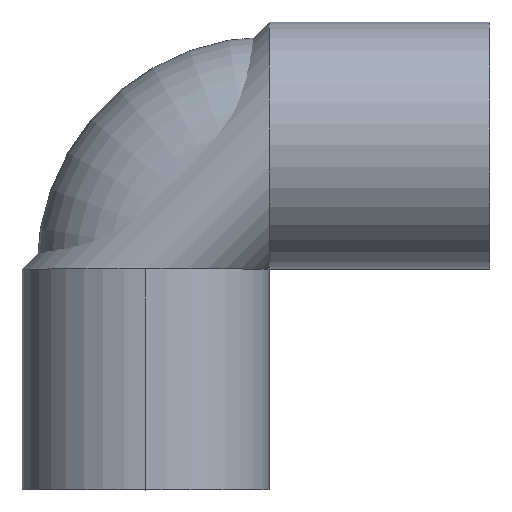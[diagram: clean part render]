
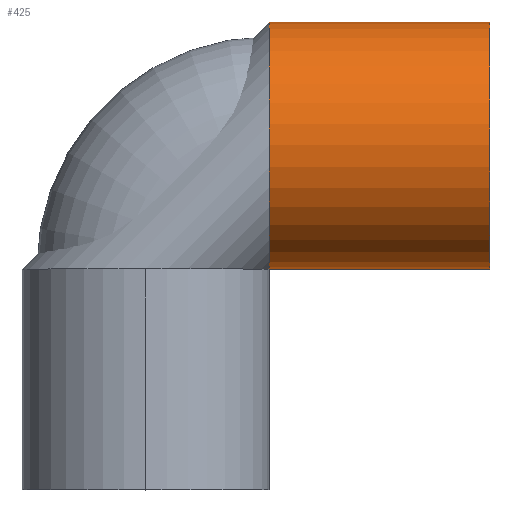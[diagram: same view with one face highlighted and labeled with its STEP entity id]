
A CAD part, top view. The second image highlights one B-rep face of the part: STEP entity #425.
In plain terms, the highlighted cylindrical face has radius 70 mm (diameter 140 mm), a partial arc.
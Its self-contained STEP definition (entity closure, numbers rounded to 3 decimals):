
#3 = ORIENTED_EDGE ( 'NONE', *, *, #455, .F. ) ;
#13 = DIRECTION ( 'NONE',  ( 1., 0., 0. ) ) ;
#17 = DIRECTION ( 'NONE',  ( 1., 0., 0. ) ) ;
#18 = AXIS2_PLACEMENT_3D ( 'NONE', #395, #76, #230 ) ;
#19 = CIRCLE ( 'NONE', #18, 70. ) ;
#22 = CARTESIAN_POINT ( 'NONE',  ( 195., 125., 0. ) ) ;
#27 = ORIENTED_EDGE ( 'NONE', *, *, #180, .T. ) ;
#31 = DIRECTION ( 'NONE',  ( 1., 0., 0. ) ) ;
#33 = AXIS2_PLACEMENT_3D ( 'NONE', #361, #31, #193 ) ;
#50 = CARTESIAN_POINT ( 'NONE',  ( 70., 125., 0. ) ) ;
#74 = FACE_OUTER_BOUND ( 'NONE', #423, .T. ) ;
#76 = DIRECTION ( 'NONE',  ( 1., 0., 0. ) ) ;
#80 = VERTEX_POINT ( 'NONE', #50 ) ;
#86 = EDGE_CURVE ( 'NONE', #80, #310, #210, .T. ) ;
#106 = VECTOR ( 'NONE', #447, 1000. ) ;
#120 = ORIENTED_EDGE ( 'NONE', *, *, #86, .T. ) ;
#177 = DIRECTION ( 'NONE',  ( 0., 0., 1. ) ) ;
#178 = CARTESIAN_POINT ( 'NONE',  ( 195., 265., 0. ) ) ;
#179 = AXIS2_PLACEMENT_3D ( 'NONE', #350, #17, #177 ) ;
#180 = EDGE_CURVE ( 'NONE', #417, #80, #187, .T. ) ;
#184 = LINE ( 'NONE', #325, #106 ) ;
#187 = CIRCLE ( 'NONE', #179, 70. ) ;
#193 = DIRECTION ( 'NONE',  ( 0., 1., 0. ) ) ;
#210 = LINE ( 'NONE', #345, #239 ) ;
#227 = CYLINDRICAL_SURFACE ( 'NONE', #33, 70. ) ;
#229 = VERTEX_POINT ( 'NONE', #178 ) ;
#230 = DIRECTION ( 'NONE',  ( 0., 0., 1. ) ) ;
#239 = VECTOR ( 'NONE', #13, 1000. ) ;
#310 = VERTEX_POINT ( 'NONE', #22 ) ;
#313 = EDGE_CURVE ( 'NONE', #417, #229, #184, .T. ) ;
#325 = CARTESIAN_POINT ( 'NONE',  ( 70., 265., 0. ) ) ;
#345 = CARTESIAN_POINT ( 'NONE',  ( 70., 125., 0. ) ) ;
#350 = CARTESIAN_POINT ( 'NONE',  ( 70., 195., 0. ) ) ;
#361 = CARTESIAN_POINT ( 'NONE',  ( 70., 195., 0. ) ) ;
#393 = CARTESIAN_POINT ( 'NONE',  ( 70., 265., 0. ) ) ;
#395 = CARTESIAN_POINT ( 'NONE',  ( 195., 195., 0. ) ) ;
#417 = VERTEX_POINT ( 'NONE', #393 ) ;
#423 = EDGE_LOOP ( 'NONE', ( #27, #120, #3, #450 ) ) ;
#425 = ADVANCED_FACE ( 'NONE', ( #74 ), #227, .T. ) ;
#447 = DIRECTION ( 'NONE',  ( 1., 0., 0. ) ) ;
#450 = ORIENTED_EDGE ( 'NONE', *, *, #313, .F. ) ;
#455 = EDGE_CURVE ( 'NONE', #229, #310, #19, .T. ) ;
